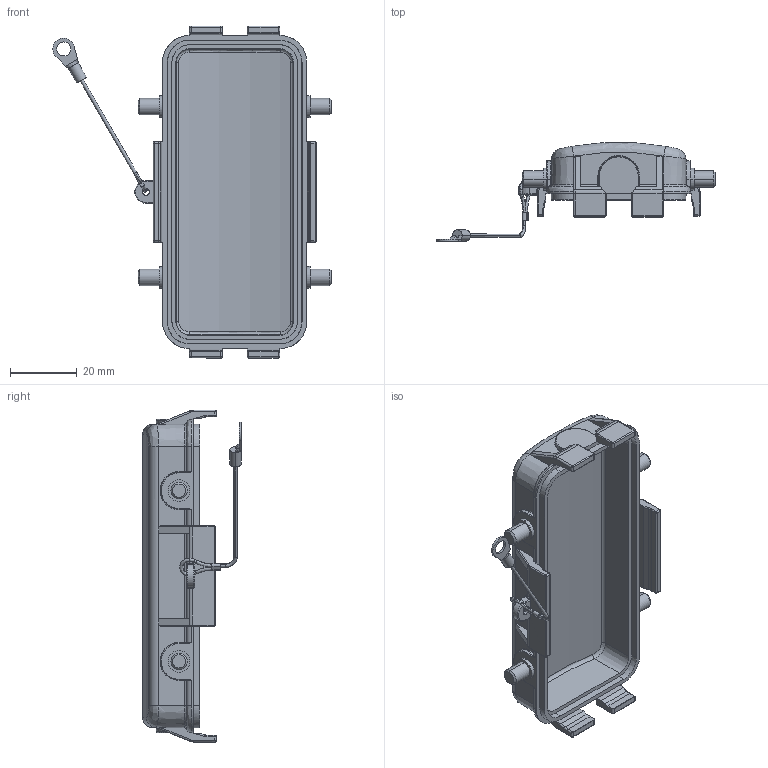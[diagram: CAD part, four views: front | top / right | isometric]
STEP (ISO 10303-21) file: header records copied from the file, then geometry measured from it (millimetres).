
FILE_DESCRIPTION (( 'STEP AP203' ), '1' );
FILE_NAME ('H16B-MCV-4B_2-A.STP', '2017-08-08T11:47:44', ( '微软用户' ), ( '微软中国' ), 'SwSTEP 2.0', 'SolidWorks 2012', '' );
FILE_SCHEMA (( 'CONFIG_CONTROL_DESIGN' ));
Length unit declared in the file: millimetre
Products named in the file (1): H16B-MCV-4B_2-A
Bounding box: 83.14 x 29.44 x 99.17 mm (x, y, z)
Volume: 21020.6 mm3; surface area: 17627.6 mm2
Topology: 1 solids, 1 shells, 500 faces, 1212 edges, 723 vertices
Faces by surface type: cylinder 197, bspline 140, plane 135, cone 28
Entity records: 21782 total; most frequent: CARTESIAN_POINT 11193, ORIENTED_EDGE 2420, DIRECTION 1901, EDGE_CURVE 1210, VERTEX_POINT 723, AXIS2_PLACEMENT_3D 692, EDGE_LOOP 519, LINE 517
